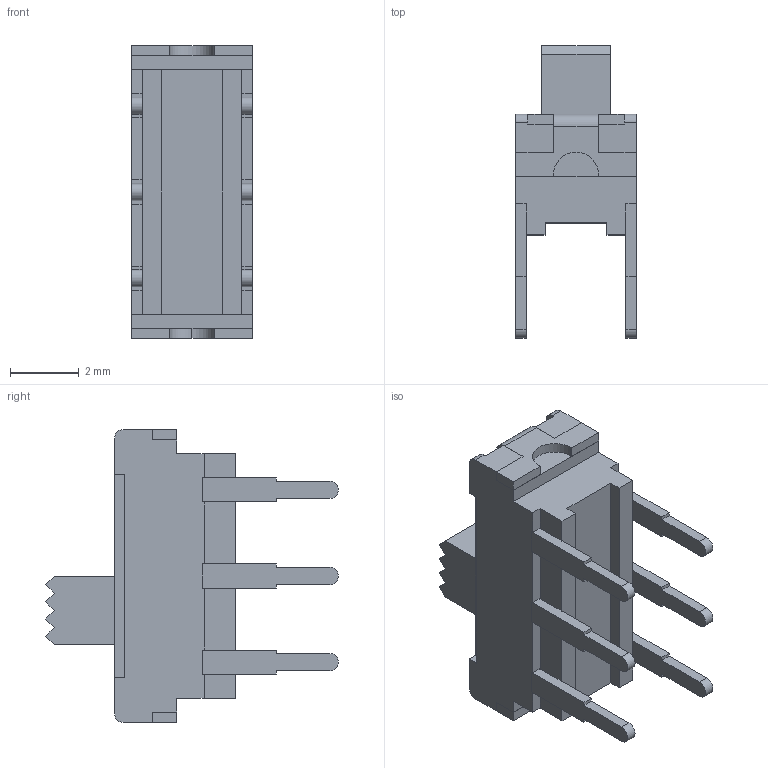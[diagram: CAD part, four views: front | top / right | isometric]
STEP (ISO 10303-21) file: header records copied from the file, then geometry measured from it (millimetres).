
FILE_DESCRIPTION (( 'STEP AP214' ), '1' );
FILE_NAME ('MHSS1104.STEP', '2021-06-01T04:55:36', ( '' ), ( '' ), 'SwSTEP 2.0', 'SolidWorks 2017', '' );
FILE_SCHEMA (( 'AUTOMOTIVE_DESIGN' ));
Length unit declared in the file: millimetre
Products named in the file (1): MHSS1104
Bounding box: 3.5 x 8.5 x 8.5 mm (x, y, z)
Volume: 95.9 mm3; surface area: 255.6 mm2
Topology: 8 solids, 8 shells, 193 faces, 520 edges, 344 vertices
Faces by surface type: plane 172, cylinder 21
Entity records: 6053 total; most frequent: CARTESIAN_POINT 1058, ORIENTED_EDGE 1040, DIRECTION 950, EDGE_CURVE 520, VECTOR 478, LINE 478, VERTEX_POINT 344, AXIS2_PLACEMENT_3D 236
